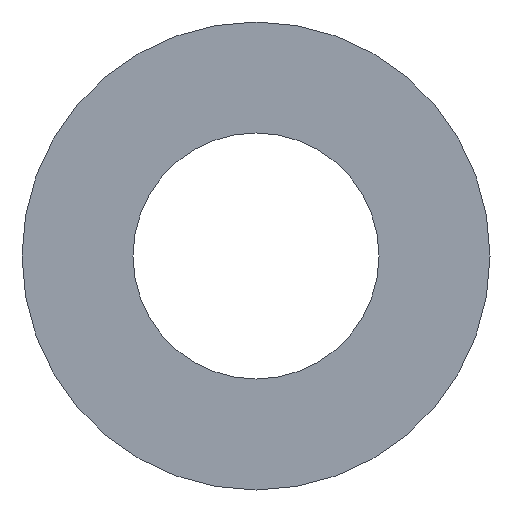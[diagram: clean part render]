
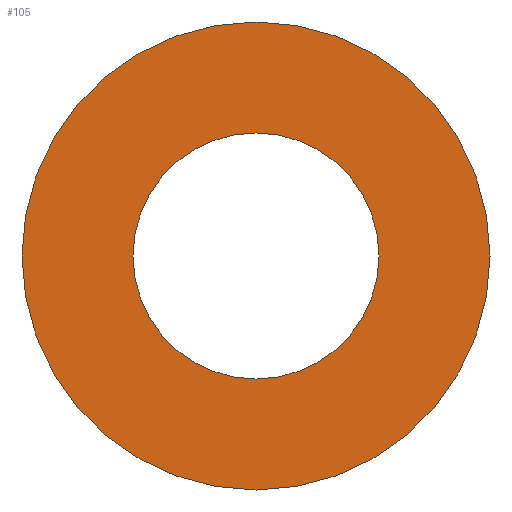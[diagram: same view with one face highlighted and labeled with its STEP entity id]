
A CAD part, front view. The second image highlights one B-rep face of the part: STEP entity #105.
In plain terms, the highlighted planar face has unit normal (0, -1, 0).
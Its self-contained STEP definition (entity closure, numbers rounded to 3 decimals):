
#5=CARTESIAN_POINT('',(0.,-0.015,0.));
#6=DIRECTION('',(0.,1.,0.));
#7=DIRECTION('',(1.,0.,0.));
#8=AXIS2_PLACEMENT_3D('',#5,#6,#7);
#10=CARTESIAN_POINT('',(0.,-0.015,0.));
#11=DIRECTION('',(0.,1.,0.));
#12=DIRECTION('',(-1.,0.,0.));
#13=AXIS2_PLACEMENT_3D('',#10,#11,#12);
#15=CARTESIAN_POINT('',(0.,-0.015,0.));
#16=DIRECTION('',(0.,-1.,0.));
#17=DIRECTION('',(1.,0.,0.));
#18=AXIS2_PLACEMENT_3D('',#15,#16,#17);
#20=CARTESIAN_POINT('',(0.,-0.015,0.));
#21=DIRECTION('',(0.,-1.,0.));
#22=DIRECTION('',(-1.,0.,0.));
#23=AXIS2_PLACEMENT_3D('',#20,#21,#22);
#57=CARTESIAN_POINT('',(3.015,-0.015,0.));
#58=CARTESIAN_POINT('',(-3.015,-0.015,0.));
#59=VERTEX_POINT('',#57);
#60=VERTEX_POINT('',#58);
#61=CARTESIAN_POINT('',(1.585,-0.015,0.));
#62=CARTESIAN_POINT('',(-1.585,-0.015,0.));
#63=VERTEX_POINT('',#61);
#64=VERTEX_POINT('',#62);
#89=CARTESIAN_POINT('',(0.,-0.015,0.));
#90=DIRECTION('',(0.,1.,0.));
#91=DIRECTION('',(1.,0.,0.));
#92=AXIS2_PLACEMENT_3D('',#89,#90,#91);
#93=PLANE('',#92);
#95=ORIENTED_EDGE('',*,*,#94,.T.);
#97=ORIENTED_EDGE('',*,*,#96,.T.);
#98=EDGE_LOOP('',(#95,#97));
#99=FACE_OUTER_BOUND('',#98,.F.);
#101=ORIENTED_EDGE('',*,*,#100,.T.);
#102=ORIENTED_EDGE('',*,*,#78,.T.);
#103=EDGE_LOOP('',(#101,#102));
#104=FACE_BOUND('',#103,.F.);
#105=ADVANCED_FACE('',(#99,#104),#93,.F.);
#9=CIRCLE('',#8,3.015);
#14=CIRCLE('',#13,3.015);
#19=CIRCLE('',#18,1.585);
#24=CIRCLE('',#23,1.585);
#78=EDGE_CURVE('',#64,#63,#24,.T.);
#94=EDGE_CURVE('',#59,#60,#9,.T.);
#96=EDGE_CURVE('',#60,#59,#14,.T.);
#100=EDGE_CURVE('',#63,#64,#19,.T.);
